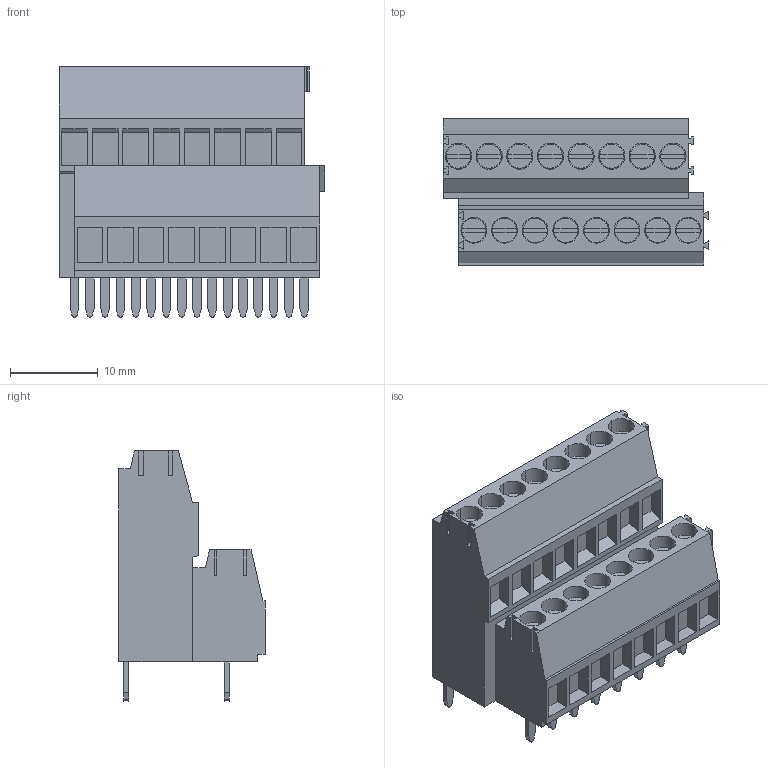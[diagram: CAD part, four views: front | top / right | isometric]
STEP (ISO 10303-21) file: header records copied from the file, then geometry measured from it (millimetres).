
FILE_DESCRIPTION(('CATIA V5 STEP Exchange','CAx-IF Rec.Pracs.--- Model Styling and Organization---1.4--- 2014-01-23'),'2;1');
FILE_NAME ('039456-2_0_1720060000_1720060000.stp','2023-03-16T07:36:56+00:00',('none'),('Weidmueller'),'CATIA Version 5-6 Release 2016 SP3 HF44','CATIA V5 STEP AP214','none');
FILE_SCHEMA(('AUTOMOTIVE_DESIGN { 1 0 10303 214 1 1 1 1 }'));
Length unit declared in the file: millimetre
Products named in the file (1): 1720060000
Bounding box: 30.35 x 16.75 x 28.6 mm (x, y, z)
Volume: 7701.7 mm3; surface area: 4712.4 mm2
Topology: 33 solids, 33 shells, 495 faces, 1170 edges, 781 vertices
Faces by surface type: plane 415, cylinder 80
Entity records: 12966 total; most frequent: ORIENTED_EDGE 2340, CARTESIAN_POINT 2314, DIRECTION 1747, EDGE_CURVE 1170, VECTOR 942, LINE 942, VERTEX_POINT 781, EDGE_LOOP 535
